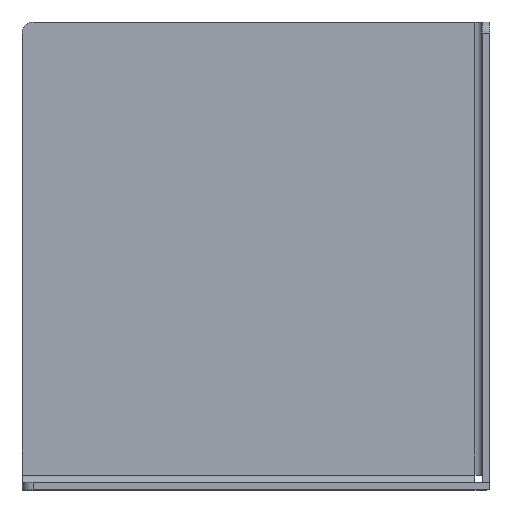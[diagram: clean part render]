
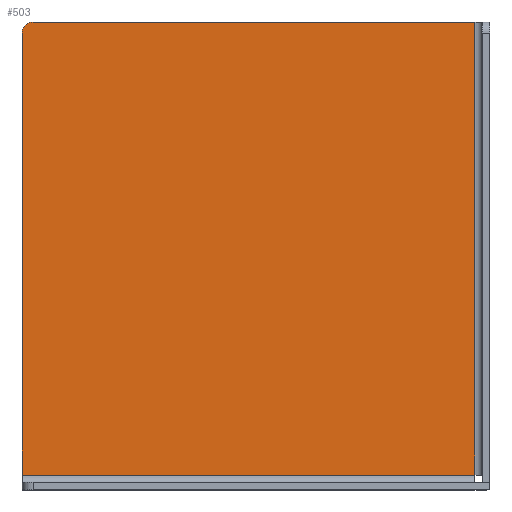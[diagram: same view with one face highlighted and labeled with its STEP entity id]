
A CAD part, top view. The second image highlights one B-rep face of the part: STEP entity #503.
In plain terms, the highlighted planar face has unit normal (0, 0, 1).
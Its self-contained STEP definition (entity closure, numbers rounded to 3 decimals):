
#36=PLANE('',#574);
#67=FACE_OUTER_BOUND('',#98,.T.);
#98=EDGE_LOOP('',(#459,#460,#461,#462,#463));
#123=LINE('',#798,#172);
#144=LINE('',#854,#193);
#146=LINE('',#865,#195);
#147=LINE('',#867,#196);
#172=VECTOR('',#635,10.);
#193=VECTOR('',#704,10.);
#195=VECTOR('',#722,10.);
#196=VECTOR('',#725,10.);
#203=CIRCLE('',#537,6.);
#237=VERTEX_POINT('',#780);
#238=VERTEX_POINT('',#781);
#244=VERTEX_POINT('',#797);
#253=VERTEX_POINT('',#833);
#256=VERTEX_POINT('',#859);
#281=EDGE_CURVE('',#237,#238,#203,.T.);
#289=EDGE_CURVE('',#238,#244,#123,.T.);
#319=EDGE_CURVE('',#253,#244,#144,.T.);
#324=EDGE_CURVE('',#256,#253,#146,.T.);
#325=EDGE_CURVE('',#256,#237,#147,.T.);
#459=ORIENTED_EDGE('',*,*,#281,.F.);
#460=ORIENTED_EDGE('',*,*,#325,.F.);
#461=ORIENTED_EDGE('',*,*,#324,.T.);
#462=ORIENTED_EDGE('',*,*,#319,.T.);
#463=ORIENTED_EDGE('',*,*,#289,.F.);
#503=ADVANCED_FACE('',(#67),#36,.T.);
#537=AXIS2_PLACEMENT_3D('',#782,#621,#622);
#574=AXIS2_PLACEMENT_3D('',#868,#726,#727);
#621=DIRECTION('center_axis',(0.,0.,-1.));
#622=DIRECTION('ref_axis',(-0.707,0.707,0.));
#635=DIRECTION('',(1.,0.,0.));
#704=DIRECTION('',(0.,1.,0.));
#722=DIRECTION('',(1.,0.,0.));
#725=DIRECTION('',(0.,1.,0.));
#726=DIRECTION('center_axis',(0.,0.,1.));
#727=DIRECTION('ref_axis',(1.,0.,0.));
#780=CARTESIAN_POINT('',(-125.,119.,4.));
#781=CARTESIAN_POINT('',(-119.,125.,4.));
#782=CARTESIAN_POINT('Origin',(-119.,119.,4.));
#797=CARTESIAN_POINT('',(117.,125.,4.));
#798=CARTESIAN_POINT('',(125.,125.,4.));
#833=CARTESIAN_POINT('',(117.,-117.,4.));
#854=CARTESIAN_POINT('',(117.,62.5,4.));
#859=CARTESIAN_POINT('',(-125.,-117.,4.));
#865=CARTESIAN_POINT('',(58.5,-117.,4.));
#867=CARTESIAN_POINT('',(-125.,125.,4.));
#868=CARTESIAN_POINT('Origin',(0.,0.,4.));
